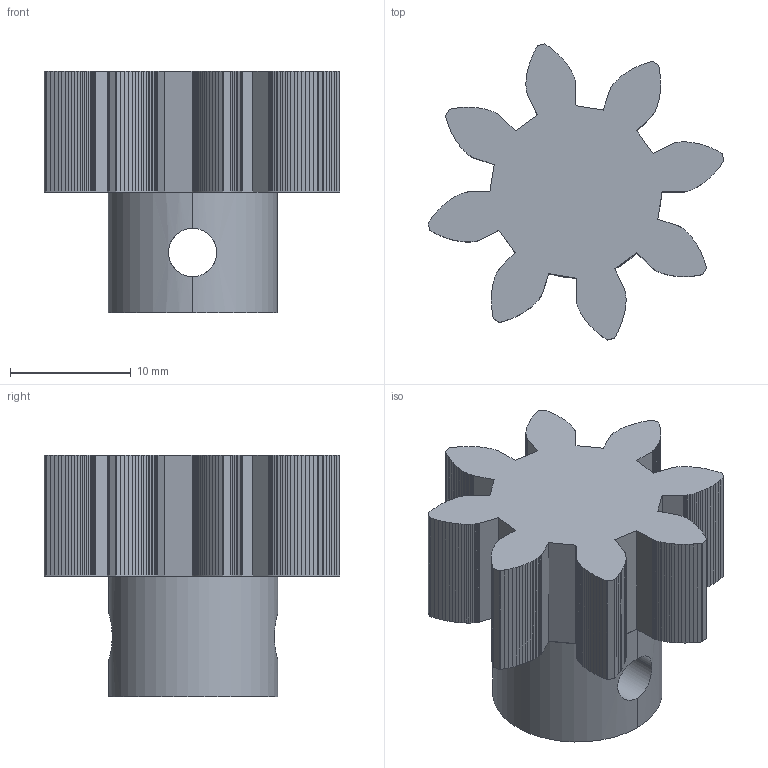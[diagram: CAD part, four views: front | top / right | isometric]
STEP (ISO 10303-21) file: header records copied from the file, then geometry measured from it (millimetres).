
FILE_DESCRIPTION(/* description */ (''),/* implementation_level */ '2;1');
FILE_NAME(/* name */ '2-small-cog',/* time_stamp */ '2024-10-21T11:42:01+02:00',/* author */ (''),/* organization */ (''),/* preprocessor_version */ 'ST-DEVELOPER v16.5',/* originating_system */ 'Rhino 7.37',/* authorisation */ '');
FILE_SCHEMA (('CONFIG_CONTROL_DESIGN'));
Length unit declared in the file: centimetre
Products named in the file (1): Document
Bounding box: 24.47 x 24.47 x 20 mm (x, y, z)
Volume: 3941.2 mm3; surface area: 2729.2 mm2
Topology: 2 solids, 2 shells, 412 faces, 1236 edges, 824 vertices
Faces by surface type: plane 388, bspline 16, cylinder 8
Entity records: 12332 total; most frequent: CARTESIAN_POINT 4038, ORIENTED_EDGE 2472, EDGE_CURVE 1236, B_SPLINE_CURVE_WITH_KNOTS 1224, VERTEX_POINT 824, EDGE_LOOP 414, ADVANCED_FACE 412, FACE_OUTER_BOUND 412
